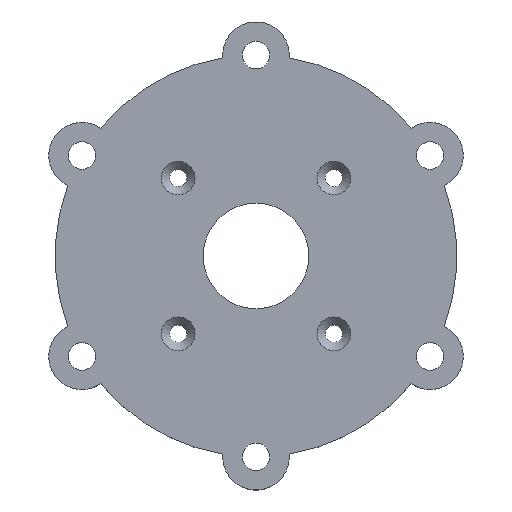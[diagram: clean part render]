
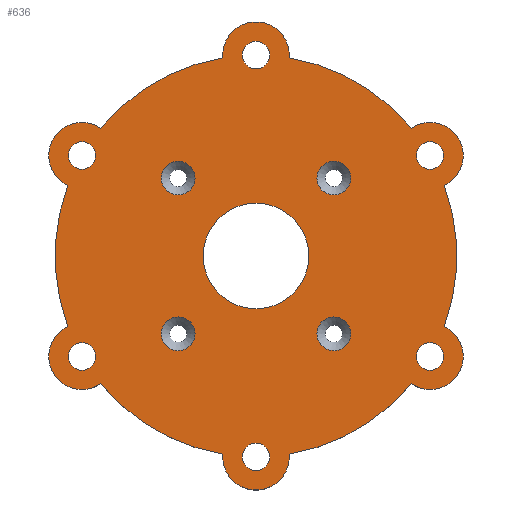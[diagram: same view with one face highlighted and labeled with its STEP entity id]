
A CAD part, top view. The second image highlights one B-rep face of the part: STEP entity #636.
In plain terms, the highlighted planar face has unit normal (0, 0, 1).
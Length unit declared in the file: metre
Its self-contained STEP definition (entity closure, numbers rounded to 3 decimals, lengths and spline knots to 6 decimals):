
#17=PLANE('',#727);
#120=ORIENTED_EDGE('',*,*,#248,.T.);
#121=ORIENTED_EDGE('',*,*,#249,.T.);
#122=ORIENTED_EDGE('',*,*,#250,.T.);
#123=ORIENTED_EDGE('',*,*,#251,.T.);
#124=ORIENTED_EDGE('',*,*,#252,.T.);
#125=ORIENTED_EDGE('',*,*,#253,.F.);
#126=ORIENTED_EDGE('',*,*,#254,.F.);
#127=ORIENTED_EDGE('',*,*,#255,.F.);
#128=ORIENTED_EDGE('',*,*,#256,.F.);
#129=ORIENTED_EDGE('',*,*,#257,.F.);
#130=ORIENTED_EDGE('',*,*,#258,.F.);
#131=ORIENTED_EDGE('',*,*,#201,.T.);
#132=ORIENTED_EDGE('',*,*,#235,.T.);
#133=ORIENTED_EDGE('',*,*,#232,.T.);
#134=ORIENTED_EDGE('',*,*,#229,.T.);
#135=ORIENTED_EDGE('',*,*,#226,.T.);
#136=ORIENTED_EDGE('',*,*,#223,.T.);
#137=ORIENTED_EDGE('',*,*,#220,.T.);
#138=ORIENTED_EDGE('',*,*,#217,.T.);
#139=ORIENTED_EDGE('',*,*,#214,.T.);
#140=ORIENTED_EDGE('',*,*,#211,.T.);
#141=ORIENTED_EDGE('',*,*,#208,.T.);
#142=ORIENTED_EDGE('',*,*,#205,.T.);
#201=EDGE_CURVE('',#277,#278,#341,.T.);
#205=EDGE_CURVE('',#281,#277,#343,.T.);
#208=EDGE_CURVE('',#283,#281,#345,.T.);
#211=EDGE_CURVE('',#285,#283,#347,.T.);
#214=EDGE_CURVE('',#287,#285,#349,.T.);
#217=EDGE_CURVE('',#289,#287,#351,.T.);
#220=EDGE_CURVE('',#291,#289,#353,.T.);
#223=EDGE_CURVE('',#293,#291,#355,.T.);
#226=EDGE_CURVE('',#295,#293,#357,.T.);
#229=EDGE_CURVE('',#297,#295,#359,.T.);
#232=EDGE_CURVE('',#299,#297,#361,.T.);
#235=EDGE_CURVE('',#278,#299,#363,.T.);
#248=EDGE_CURVE('',#312,#312,#376,.T.);
#249=EDGE_CURVE('',#313,#313,#377,.T.);
#250=EDGE_CURVE('',#314,#314,#378,.T.);
#251=EDGE_CURVE('',#315,#315,#379,.T.);
#252=EDGE_CURVE('',#316,#316,#380,.T.);
#253=EDGE_CURVE('',#317,#317,#381,.F.);
#254=EDGE_CURVE('',#318,#318,#382,.F.);
#255=EDGE_CURVE('',#319,#319,#383,.F.);
#256=EDGE_CURVE('',#320,#320,#384,.F.);
#257=EDGE_CURVE('',#321,#321,#385,.F.);
#258=EDGE_CURVE('',#322,#322,#386,.F.);
#277=VERTEX_POINT('',#1017);
#278=VERTEX_POINT('',#1018);
#281=VERTEX_POINT('',#1026);
#283=VERTEX_POINT('',#1032);
#285=VERTEX_POINT('',#1038);
#287=VERTEX_POINT('',#1044);
#289=VERTEX_POINT('',#1050);
#291=VERTEX_POINT('',#1056);
#293=VERTEX_POINT('',#1062);
#295=VERTEX_POINT('',#1068);
#297=VERTEX_POINT('',#1074);
#299=VERTEX_POINT('',#1080);
#312=VERTEX_POINT('',#1112);
#313=VERTEX_POINT('',#1114);
#314=VERTEX_POINT('',#1116);
#315=VERTEX_POINT('',#1118);
#316=VERTEX_POINT('',#1120);
#317=VERTEX_POINT('',#1122);
#318=VERTEX_POINT('',#1124);
#319=VERTEX_POINT('',#1126);
#320=VERTEX_POINT('',#1128);
#321=VERTEX_POINT('',#1130);
#322=VERTEX_POINT('',#1132);
#341=CIRCLE('',#680,0.04);
#343=CIRCLE('',#683,0.006605);
#345=CIRCLE('',#686,0.04);
#347=CIRCLE('',#689,0.006605);
#349=CIRCLE('',#692,0.04);
#351=CIRCLE('',#695,0.006605);
#353=CIRCLE('',#698,0.04);
#355=CIRCLE('',#701,0.006605);
#357=CIRCLE('',#704,0.04);
#359=CIRCLE('',#707,0.006605);
#361=CIRCLE('',#710,0.04);
#363=CIRCLE('',#713,0.006605);
#376=CIRCLE('',#728,0.0105);
#377=CIRCLE('',#729,0.00336);
#378=CIRCLE('',#730,0.00336);
#379=CIRCLE('',#731,0.00336);
#380=CIRCLE('',#732,0.00336);
#381=CIRCLE('',#733,0.00275);
#382=CIRCLE('',#734,0.00275);
#383=CIRCLE('',#735,0.00275);
#384=CIRCLE('',#736,0.00275);
#385=CIRCLE('',#737,0.00275);
#386=CIRCLE('',#738,0.00275);
#429=EDGE_LOOP('',(#120));
#430=EDGE_LOOP('',(#121));
#431=EDGE_LOOP('',(#122));
#432=EDGE_LOOP('',(#123));
#433=EDGE_LOOP('',(#124));
#434=EDGE_LOOP('',(#125));
#435=EDGE_LOOP('',(#126));
#436=EDGE_LOOP('',(#127));
#437=EDGE_LOOP('',(#128));
#438=EDGE_LOOP('',(#129));
#439=EDGE_LOOP('',(#130));
#440=EDGE_LOOP('',(#131,#132,#133,#134,#135,#136,#137,#138,#139,#140,#141,
#142));
#523=FACE_BOUND('',#429,.T.);
#524=FACE_BOUND('',#430,.T.);
#525=FACE_BOUND('',#431,.T.);
#526=FACE_BOUND('',#432,.T.);
#527=FACE_BOUND('',#433,.T.);
#528=FACE_BOUND('',#434,.T.);
#529=FACE_BOUND('',#435,.T.);
#530=FACE_BOUND('',#436,.T.);
#531=FACE_BOUND('',#437,.T.);
#532=FACE_BOUND('',#438,.T.);
#533=FACE_BOUND('',#439,.T.);
#534=FACE_BOUND('',#440,.T.);
#636=ADVANCED_FACE('',(#523,#524,#525,#526,#527,#528,#529,#530,#531,#532,
#533,#534),#17,.F.);
#680=AXIS2_PLACEMENT_3D('',#1016,#790,#791);
#683=AXIS2_PLACEMENT_3D('',#1025,#798,#799);
#686=AXIS2_PLACEMENT_3D('',#1031,#805,#806);
#689=AXIS2_PLACEMENT_3D('',#1037,#812,#813);
#692=AXIS2_PLACEMENT_3D('',#1043,#819,#820);
#695=AXIS2_PLACEMENT_3D('',#1049,#826,#827);
#698=AXIS2_PLACEMENT_3D('',#1055,#833,#834);
#701=AXIS2_PLACEMENT_3D('',#1061,#840,#841);
#704=AXIS2_PLACEMENT_3D('',#1067,#847,#848);
#707=AXIS2_PLACEMENT_3D('',#1073,#854,#855);
#710=AXIS2_PLACEMENT_3D('',#1079,#861,#862);
#713=AXIS2_PLACEMENT_3D('',#1085,#868,#869);
#727=AXIS2_PLACEMENT_3D('',#1110,#896,#897);
#728=AXIS2_PLACEMENT_3D('',#1111,#898,#899);
#729=AXIS2_PLACEMENT_3D('',#1113,#900,#901);
#730=AXIS2_PLACEMENT_3D('',#1115,#902,#903);
#731=AXIS2_PLACEMENT_3D('',#1117,#904,#905);
#732=AXIS2_PLACEMENT_3D('',#1119,#906,#907);
#733=AXIS2_PLACEMENT_3D('',#1121,#908,#909);
#734=AXIS2_PLACEMENT_3D('',#1123,#910,#911);
#735=AXIS2_PLACEMENT_3D('',#1125,#912,#913);
#736=AXIS2_PLACEMENT_3D('',#1127,#914,#915);
#737=AXIS2_PLACEMENT_3D('',#1129,#916,#917);
#738=AXIS2_PLACEMENT_3D('',#1131,#918,#919);
#790=DIRECTION('',(0.,0.,1.));
#791=DIRECTION('',(1.,0.,0.));
#798=DIRECTION('',(0.,0.,1.));
#799=DIRECTION('',(1.,0.,0.));
#805=DIRECTION('',(0.,0.,1.));
#806=DIRECTION('',(1.,0.,0.));
#812=DIRECTION('',(0.,0.,1.));
#813=DIRECTION('',(1.,0.,0.));
#819=DIRECTION('',(0.,0.,1.));
#820=DIRECTION('',(1.,0.,0.));
#826=DIRECTION('',(0.,0.,1.));
#827=DIRECTION('',(1.,0.,0.));
#833=DIRECTION('',(0.,0.,1.));
#834=DIRECTION('',(1.,0.,0.));
#840=DIRECTION('',(0.,0.,1.));
#841=DIRECTION('',(1.,0.,0.));
#847=DIRECTION('',(0.,0.,1.));
#848=DIRECTION('',(1.,0.,0.));
#854=DIRECTION('',(0.,0.,1.));
#855=DIRECTION('',(1.,0.,0.));
#861=DIRECTION('',(0.,0.,1.));
#862=DIRECTION('',(1.,0.,0.));
#868=DIRECTION('',(0.,0.,1.));
#869=DIRECTION('',(1.,0.,0.));
#896=DIRECTION('',(0.,0.,-1.));
#897=DIRECTION('',(1.,0.,0.));
#898=DIRECTION('',(0.,0.,-1.));
#899=DIRECTION('',(-1.,0.,0.));
#900=DIRECTION('',(0.,0.,-1.));
#901=DIRECTION('',(-1.,0.,0.));
#902=DIRECTION('',(0.,0.,-1.));
#903=DIRECTION('',(-1.,0.,0.));
#904=DIRECTION('',(0.,0.,-1.));
#905=DIRECTION('',(-1.,0.,0.));
#906=DIRECTION('',(0.,0.,-1.));
#907=DIRECTION('',(-1.,0.,0.));
#908=DIRECTION('',(0.,0.,-1.));
#909=DIRECTION('',(-1.,0.,0.));
#910=DIRECTION('',(0.,0.,-1.));
#911=DIRECTION('',(-1.,0.,0.));
#912=DIRECTION('',(0.,0.,-1.));
#913=DIRECTION('',(-1.,0.,0.));
#914=DIRECTION('',(0.,0.,-1.));
#915=DIRECTION('',(-1.,0.,0.));
#916=DIRECTION('',(0.,0.,-1.));
#917=DIRECTION('',(-1.,0.,0.));
#918=DIRECTION('',(0.,0.,-1.));
#919=DIRECTION('',(-1.,0.,0.));
#1016=CARTESIAN_POINT('',(0.,0.,0.));
#1017=CARTESIAN_POINT('',(-0.03746,0.014027,0.));
#1018=CARTESIAN_POINT('',(-0.03746,-0.014027,0.));
#1025=CARTESIAN_POINT('',(-0.034641,0.02,0.));
#1026=CARTESIAN_POINT('',(-0.030878,0.025428,0.));
#1031=CARTESIAN_POINT('',(0.,0.,0.));
#1032=CARTESIAN_POINT('',(-0.006582,0.039455,0.));
#1037=CARTESIAN_POINT('',(0.,0.04,0.));
#1038=CARTESIAN_POINT('',(0.006582,0.039455,0.));
#1043=CARTESIAN_POINT('',(0.,0.,0.));
#1044=CARTESIAN_POINT('',(0.030878,0.025428,0.));
#1049=CARTESIAN_POINT('',(0.034641,0.02,0.));
#1050=CARTESIAN_POINT('',(0.03746,0.014027,0.));
#1055=CARTESIAN_POINT('',(0.,0.,0.));
#1056=CARTESIAN_POINT('',(0.03746,-0.014027,0.));
#1061=CARTESIAN_POINT('',(0.034641,-0.02,0.));
#1062=CARTESIAN_POINT('',(0.030878,-0.025428,0.));
#1067=CARTESIAN_POINT('',(0.,0.,0.));
#1068=CARTESIAN_POINT('',(0.006582,-0.039455,0.));
#1073=CARTESIAN_POINT('',(0.,-0.04,0.));
#1074=CARTESIAN_POINT('',(-0.006582,-0.039455,0.));
#1079=CARTESIAN_POINT('',(0.,0.,0.));
#1080=CARTESIAN_POINT('',(-0.030878,-0.025428,0.));
#1085=CARTESIAN_POINT('',(-0.034641,-0.02,0.));
#1110=CARTESIAN_POINT('',(0.,0.,0.));
#1111=CARTESIAN_POINT('',(0.,0.,0.));
#1112=CARTESIAN_POINT('',(-0.0105,0.,0.));
#1113=CARTESIAN_POINT('',(-0.0155,0.0155,0.));
#1114=CARTESIAN_POINT('',(-0.01886,0.0155,0.));
#1115=CARTESIAN_POINT('',(-0.0155,-0.0155,0.));
#1116=CARTESIAN_POINT('',(-0.01886,-0.0155,0.));
#1117=CARTESIAN_POINT('',(0.0155,-0.0155,0.));
#1118=CARTESIAN_POINT('',(0.01214,-0.0155,0.));
#1119=CARTESIAN_POINT('',(0.0155,0.0155,0.));
#1120=CARTESIAN_POINT('',(0.01214,0.0155,0.));
#1121=CARTESIAN_POINT('',(0.,-0.04,0.));
#1122=CARTESIAN_POINT('',(-0.00275,-0.04,0.));
#1123=CARTESIAN_POINT('',(-0.034641,-0.02,0.));
#1124=CARTESIAN_POINT('',(-0.037391,-0.02,0.));
#1125=CARTESIAN_POINT('',(-0.034641,0.02,0.));
#1126=CARTESIAN_POINT('',(-0.037391,0.02,0.));
#1127=CARTESIAN_POINT('',(0.,0.04,0.));
#1128=CARTESIAN_POINT('',(-0.00275,0.04,0.));
#1129=CARTESIAN_POINT('',(0.034641,0.02,0.));
#1130=CARTESIAN_POINT('',(0.031891,0.02,0.));
#1131=CARTESIAN_POINT('',(0.034641,-0.02,0.));
#1132=CARTESIAN_POINT('',(0.031891,-0.02,0.));
